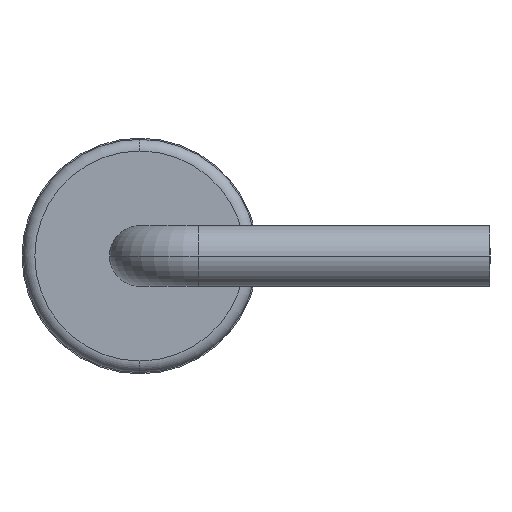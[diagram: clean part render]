
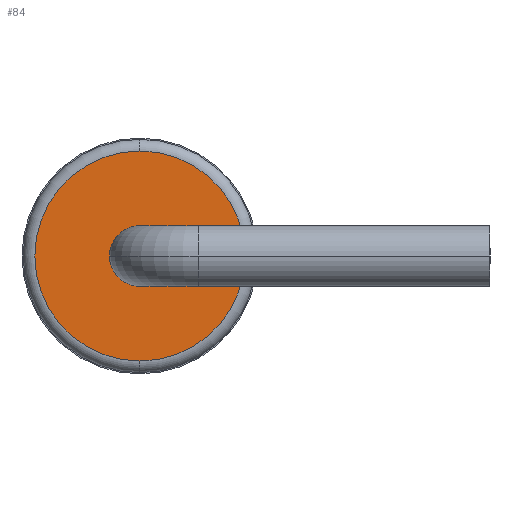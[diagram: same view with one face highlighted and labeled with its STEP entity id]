
A CAD part, left-side view. The second image highlights one B-rep face of the part: STEP entity #84.
In plain terms, the highlighted planar face has unit normal (-1, 0, 0).
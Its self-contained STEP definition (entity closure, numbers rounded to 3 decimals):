
#24 = DIRECTION ( 'NONE',  ( 0., 0., -1. ) ) ;
#31 = EDGE_CURVE ( 'NONE', #193, #154, #556, .T. ) ;
#65 = CARTESIAN_POINT ( 'NONE',  ( -1.9, 1.2, 0. ) ) ;
#69 = AXIS2_PLACEMENT_3D ( 'NONE', #1077, #421, #787 ) ;
#84 = ADVANCED_FACE ( 'NONE', ( #190, #740 ), #558, .T. ) ;
#111 = AXIS2_PLACEMENT_3D ( 'NONE', #65, #236, #497 ) ;
#154 = VERTEX_POINT ( 'NONE', #1075 ) ;
#184 = DIRECTION ( 'NONE',  ( -1., 0., 0. ) ) ;
#190 = FACE_OUTER_BOUND ( 'NONE', #307, .T. ) ;
#191 = EDGE_CURVE ( 'NONE', #513, #492, #560, .T. ) ;
#193 = VERTEX_POINT ( 'NONE', #1169 ) ;
#236 = DIRECTION ( 'NONE',  ( -1., 0., 0. ) ) ;
#270 = CARTESIAN_POINT ( 'NONE',  ( -1.9, 2.1, 0. ) ) ;
#307 = EDGE_LOOP ( 'NONE', ( #965, #840 ) ) ;
#421 = DIRECTION ( 'NONE',  ( 1., 0., 0. ) ) ;
#434 = DIRECTION ( 'NONE',  ( -1., 0., 0. ) ) ;
#492 = VERTEX_POINT ( 'NONE', #895 ) ;
#497 = DIRECTION ( 'NONE',  ( 0., 0., 1. ) ) ;
#513 = VERTEX_POINT ( 'NONE', #929 ) ;
#522 = CIRCLE ( 'NONE', #69, 0.9 ) ;
#556 = CIRCLE ( 'NONE', #659, 0.9 ) ;
#558 = PLANE ( 'NONE',  #1064 ) ;
#560 = CIRCLE ( 'NONE', #1184, 0.26 ) ;
#639 = CIRCLE ( 'NONE', #111, 0.26 ) ;
#640 = EDGE_CURVE ( 'NONE', #492, #513, #639, .T. ) ;
#646 = EDGE_LOOP ( 'NONE', ( #686, #826 ) ) ;
#659 = AXIS2_PLACEMENT_3D ( 'NONE', #745, #1111, #24 ) ;
#686 = ORIENTED_EDGE ( 'NONE', *, *, #191, .F. ) ;
#733 = EDGE_CURVE ( 'NONE', #154, #193, #522, .T. ) ;
#740 = FACE_BOUND ( 'NONE', #646, .T. ) ;
#745 = CARTESIAN_POINT ( 'NONE',  ( -1.9, 1.2, 0. ) ) ;
#787 = DIRECTION ( 'NONE',  ( 0., 0., -1. ) ) ;
#789 = CARTESIAN_POINT ( 'NONE',  ( -1.9, 1.2, 0. ) ) ;
#798 = DIRECTION ( 'NONE',  ( 0., 0., 1. ) ) ;
#826 = ORIENTED_EDGE ( 'NONE', *, *, #640, .F. ) ;
#840 = ORIENTED_EDGE ( 'NONE', *, *, #31, .F. ) ;
#895 = CARTESIAN_POINT ( 'NONE',  ( -1.9, 0.94, 0. ) ) ;
#920 = DIRECTION ( 'NONE',  ( 0., 0., 1. ) ) ;
#929 = CARTESIAN_POINT ( 'NONE',  ( -1.9, 1.46, 0. ) ) ;
#965 = ORIENTED_EDGE ( 'NONE', *, *, #733, .F. ) ;
#1064 = AXIS2_PLACEMENT_3D ( 'NONE', #270, #184, #920 ) ;
#1075 = CARTESIAN_POINT ( 'NONE',  ( -1.9, 1.2, -0.9 ) ) ;
#1077 = CARTESIAN_POINT ( 'NONE',  ( -1.9, 1.2, 0. ) ) ;
#1111 = DIRECTION ( 'NONE',  ( 1., 0., 0. ) ) ;
#1169 = CARTESIAN_POINT ( 'NONE',  ( -1.9, 1.2, 0.9 ) ) ;
#1184 = AXIS2_PLACEMENT_3D ( 'NONE', #789, #434, #798 ) ;
